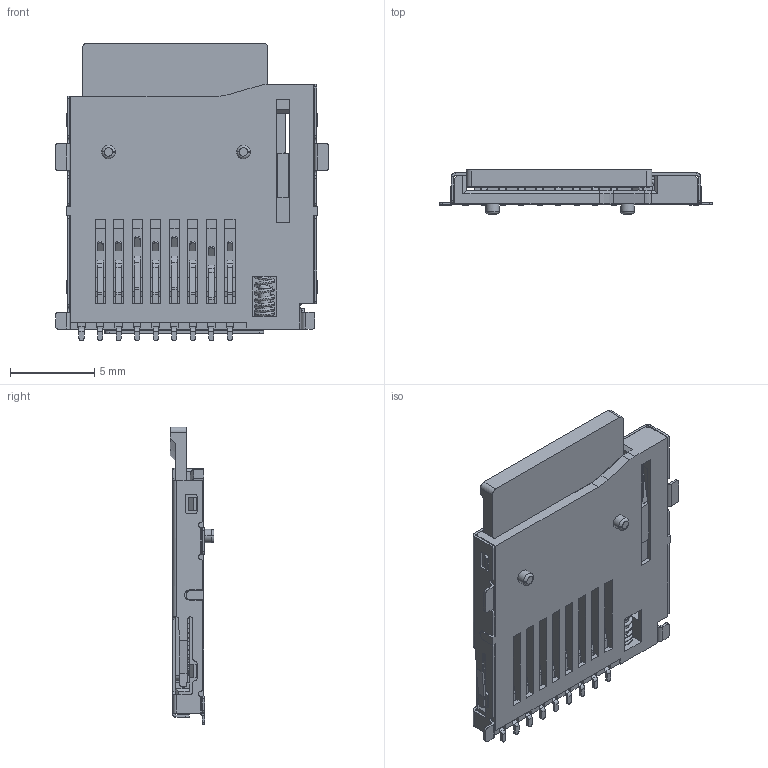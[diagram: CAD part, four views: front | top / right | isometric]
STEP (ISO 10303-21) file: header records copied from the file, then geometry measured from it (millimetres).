
FILE_DESCRIPTION(('STEP AP242'),'1');
FILE_NAME('xktf-015-n.stp','2021-12-15T22:23:14',('TraceParts'),('TraceParts S.A.'),'Spatial InterOp 3D',' ',' ');
FILE_SCHEMA(('AP242_MANAGED_MODEL_BASED_3D_ENGINEERING_MIM_LF {1 0 10303 442 1 1 4}'));
Length unit declared in the file: millimetre
Products named in the file (1): xktf-015-n_1
Bounding box: 16.18 x 2.6 x 17.65 mm (x, y, z)
Volume: 300.8 mm3; surface area: 1688.9 mm2
Topology: 15 solids, 15 shells, 1670 faces, 4277 edges, 2626 vertices
Faces by surface type: plane 1123, cylinder 477, torus 34, bspline 30, cone 4, sphere 2
Entity records: 56058 total; most frequent: CARTESIAN_POINT 15163, ORIENTED_EDGE 8554, DIRECTION 8490, EDGE_CURVE 4277, LINE 3184, VECTOR 3184, AXIS2_PLACEMENT_3D 2653, VERTEX_POINT 2626
